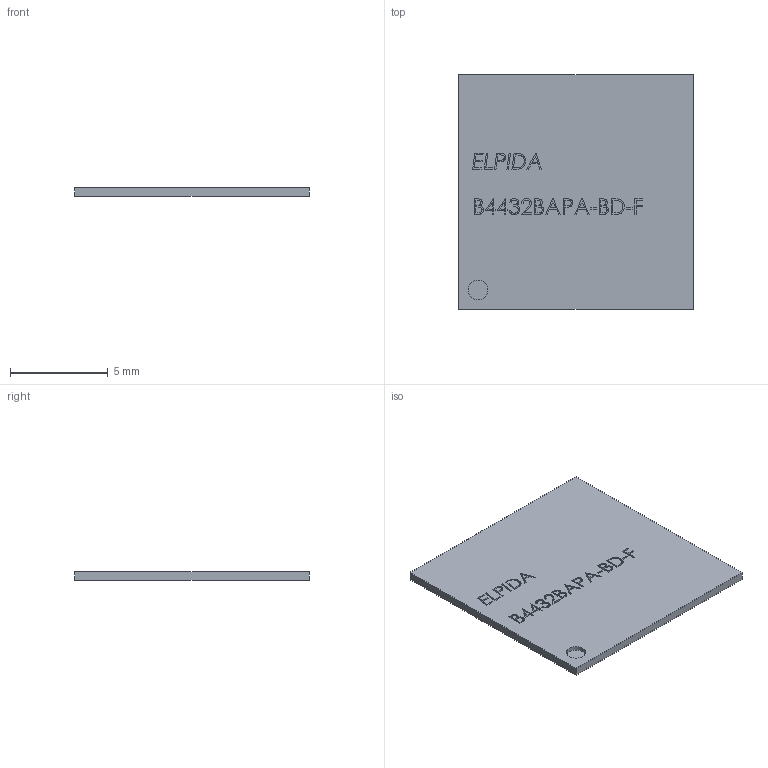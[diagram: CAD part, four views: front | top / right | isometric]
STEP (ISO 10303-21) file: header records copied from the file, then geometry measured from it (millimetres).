
FILE_DESCRIPTION(/* description */ (''),/* implementation_level */ '2;1');
FILE_NAME(/* name */ 'raspberry_pi_zero(FBGA_12x12)_Dfaut.stp',/* time_stamp */ '2016-10-05T23:33:47-04:00',/* author */ (''),/* organization */ (''),/* preprocessor_version */ 'ST-DEVELOPER v16.5',/* originating_system */ 'Autodesk Translation Framework v5.1.0.3141',/* authorisation */ '');
FILE_SCHEMA (('AUTOMOTIVE_DESIGN { 1 0 10303 214 3 1 1 }'));
Length unit declared in the file: centimetre
Products named in the file (1): raspberry_pi_zero(FBGA_12x12)_Dfaut
Bounding box: 12 x 12 x 0.43 mm (x, y, z)
Volume: 61.5 mm3; surface area: 316 mm2
Topology: 1 solids, 1 shells, 277 faces, 717 edges, 478 vertices
Faces by surface type: plane 205, bspline 71, cylinder 1
Full cylindrical faces by diameter (mm): 1 x1
Entity records: 12542 total; most frequent: CARTESIAN_POINT 5951, ORIENTED_EDGE 1432, DIRECTION 990, EDGE_CURVE 716, LINE 572, VECTOR 572, VERTEX_POINT 478, EDGE_LOOP 314
